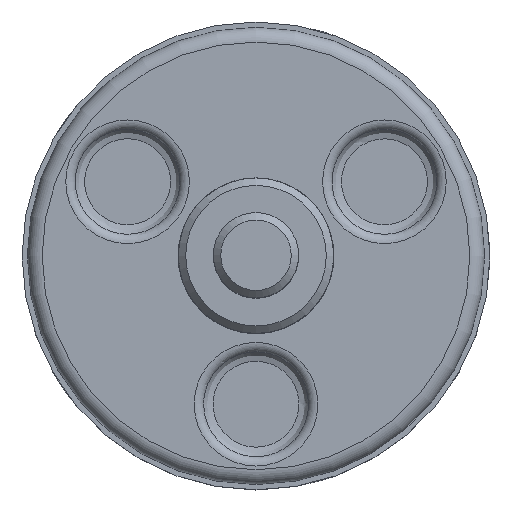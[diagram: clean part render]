
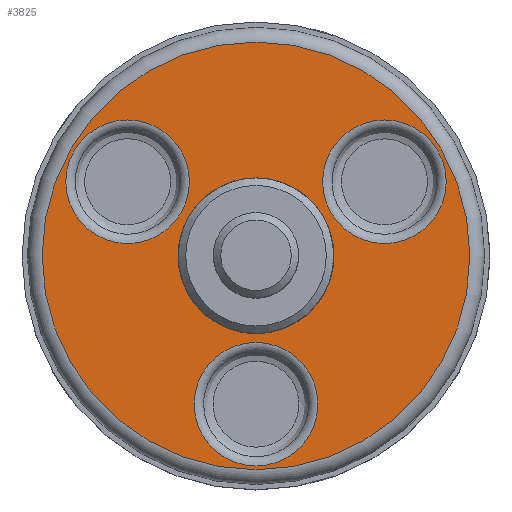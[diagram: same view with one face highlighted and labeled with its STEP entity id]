
A CAD part, top view. The second image highlights one B-rep face of the part: STEP entity #3825.
In plain terms, the highlighted face is planar.
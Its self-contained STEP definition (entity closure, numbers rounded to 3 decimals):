
#149=FACE_BOUND('',#1467,.T.);
#150=FACE_BOUND('',#1468,.T.);
#151=FACE_BOUND('',#1469,.T.);
#152=FACE_BOUND('',#1470,.T.);
#235=CIRCLE('',#4284,8.336);
#237=CIRCLE('',#4286,8.336);
#238=CIRCLE('',#4288,28.836);
#239=CIRCLE('',#4289,28.836);
#240=CIRCLE('',#4290,9.809);
#241=CIRCLE('',#4291,8.336);
#242=CIRCLE('',#4292,8.336);
#243=CIRCLE('',#4293,8.336);
#1061=PLANE('',#4287);
#1231=FACE_OUTER_BOUND('',#1466,.T.);
#1466=EDGE_LOOP('',(#2907,#2908));
#1467=EDGE_LOOP('',(#2909));
#1468=EDGE_LOOP('',(#2910));
#1469=EDGE_LOOP('',(#2911,#2912));
#1470=EDGE_LOOP('',(#2913,#2914));
#1796=VERTEX_POINT('',#7162);
#1797=VERTEX_POINT('',#7163);
#1798=VERTEX_POINT('',#7168);
#1799=VERTEX_POINT('',#7169);
#1800=VERTEX_POINT('',#7172);
#1801=VERTEX_POINT('',#7174);
#1802=VERTEX_POINT('',#7176);
#1803=VERTEX_POINT('',#7177);
#2218=EDGE_CURVE('',#1796,#1797,#235,.T.);
#2220=EDGE_CURVE('',#1797,#1796,#237,.T.);
#2221=EDGE_CURVE('',#1798,#1799,#238,.T.);
#2222=EDGE_CURVE('',#1799,#1798,#239,.T.);
#2223=EDGE_CURVE('',#1800,#1800,#240,.T.);
#2224=EDGE_CURVE('',#1801,#1801,#241,.T.);
#2225=EDGE_CURVE('',#1802,#1803,#242,.T.);
#2226=EDGE_CURVE('',#1803,#1802,#243,.T.);
#2907=ORIENTED_EDGE('',*,*,#2221,.F.);
#2908=ORIENTED_EDGE('',*,*,#2222,.F.);
#2909=ORIENTED_EDGE('',*,*,#2223,.F.);
#2910=ORIENTED_EDGE('',*,*,#2224,.F.);
#2911=ORIENTED_EDGE('',*,*,#2225,.F.);
#2912=ORIENTED_EDGE('',*,*,#2226,.F.);
#2913=ORIENTED_EDGE('',*,*,#2218,.F.);
#2914=ORIENTED_EDGE('',*,*,#2220,.F.);
#3825=ADVANCED_FACE('',(#1231,#149,#150,#151,#152),#1061,.T.);
#4284=AXIS2_PLACEMENT_3D('',#7164,#4887,#4888);
#4286=AXIS2_PLACEMENT_3D('',#7166,#4891,#4892);
#4287=AXIS2_PLACEMENT_3D('',#7167,#4893,#4894);
#4288=AXIS2_PLACEMENT_3D('',#7170,#4895,#4896);
#4289=AXIS2_PLACEMENT_3D('',#7171,#4897,#4898);
#4290=AXIS2_PLACEMENT_3D('',#7173,#4899,#4900);
#4291=AXIS2_PLACEMENT_3D('',#7175,#4901,#4902);
#4292=AXIS2_PLACEMENT_3D('',#7178,#4903,#4904);
#4293=AXIS2_PLACEMENT_3D('',#7179,#4905,#4906);
#4887=DIRECTION('center_axis',(0.,0.,-1.));
#4888=DIRECTION('ref_axis',(-0.5,0.866,0.));
#4891=DIRECTION('center_axis',(0.,0.,-1.));
#4892=DIRECTION('ref_axis',(-0.5,0.866,0.));
#4893=DIRECTION('center_axis',(0.,0.,-1.));
#4894=DIRECTION('ref_axis',(-1.,0.,0.));
#4895=DIRECTION('center_axis',(0.,0.,1.));
#4896=DIRECTION('ref_axis',(-1.,0.,0.));
#4897=DIRECTION('center_axis',(0.,0.,1.));
#4898=DIRECTION('ref_axis',(-1.,0.,0.));
#4899=DIRECTION('center_axis',(0.,0.,-1.));
#4900=DIRECTION('ref_axis',(1.,0.,0.));
#4901=DIRECTION('center_axis',(0.,0.,-1.));
#4902=DIRECTION('ref_axis',(1.,0.,0.));
#4903=DIRECTION('center_axis',(0.,0.,-1.));
#4904=DIRECTION('ref_axis',(-0.5,-0.866,0.));
#4905=DIRECTION('center_axis',(0.,0.,-1.));
#4906=DIRECTION('ref_axis',(-0.5,-0.866,0.));
#7162=CARTESIAN_POINT('',(-13.153,-17.219,-8.5));
#7163=CARTESIAN_POINT('',(-25.656,-10.,-8.5));
#7164=CARTESIAN_POINT('Origin',(-17.321,-10.,-8.5));
#7166=CARTESIAN_POINT('Origin',(-17.321,-10.,-8.5));
#7167=CARTESIAN_POINT('Origin',(0.,0.,-8.5));
#7168=CARTESIAN_POINT('',(28.836,0.,-8.5));
#7169=CARTESIAN_POINT('',(-28.836,0.,-8.5));
#7170=CARTESIAN_POINT('Origin',(0.,0.,-8.5));
#7171=CARTESIAN_POINT('Origin',(0.,0.,-8.5));
#7172=CARTESIAN_POINT('',(-9.809,0.,-8.5));
#7173=CARTESIAN_POINT('Origin',(0.,0.,-8.5));
#7174=CARTESIAN_POINT('',(-8.336,20.,-8.5));
#7175=CARTESIAN_POINT('Origin',(0.,20.,-8.5));
#7176=CARTESIAN_POINT('',(21.488,-2.781,-8.5));
#7177=CARTESIAN_POINT('',(8.985,-10.,-8.5));
#7178=CARTESIAN_POINT('Origin',(17.321,-10.,-8.5));
#7179=CARTESIAN_POINT('Origin',(17.321,-10.,-8.5));
